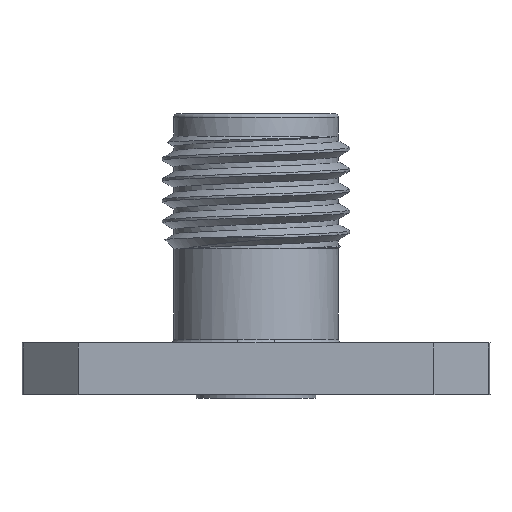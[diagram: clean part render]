
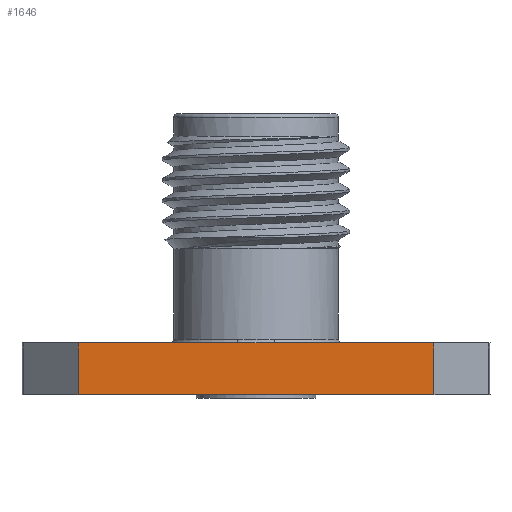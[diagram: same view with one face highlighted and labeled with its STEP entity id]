
A CAD part, left-side view. The second image highlights one B-rep face of the part: STEP entity #1646.
In plain terms, the highlighted planar face has unit normal (-1, 0, 0).
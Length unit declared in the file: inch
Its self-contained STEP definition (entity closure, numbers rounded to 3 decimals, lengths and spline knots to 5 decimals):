
#7 = ORIENTED_EDGE ( 'NONE', *, *, #1093, .T. ) ;
#10 = CARTESIAN_POINT ( 'NONE',  ( -0.112, -0.3125, 0.069 ) ) ;
#240 = DIRECTION ( 'NONE',  ( 0., 1., 0. ) ) ;
#250 = VERTEX_POINT ( 'NONE', #690 ) ;
#398 = ORIENTED_EDGE ( 'NONE', *, *, #464, .F. ) ;
#408 = ORIENTED_EDGE ( 'NONE', *, *, #1814, .T. ) ;
#464 = EDGE_CURVE ( 'NONE', #1774, #1314, #628, .T. ) ;
#465 = DIRECTION ( 'NONE',  ( 0., -1., 0. ) ) ;
#483 = CARTESIAN_POINT ( 'NONE',  ( -0.112, -0.3125, 0.069 ) ) ;
#492 = DIRECTION ( 'NONE',  ( 1., 0., 0. ) ) ;
#553 = ORIENTED_EDGE ( 'NONE', *, *, #3027, .F. ) ;
#613 = DIRECTION ( 'NONE',  ( 0., -1., 0. ) ) ;
#628 = LINE ( 'NONE', #2965, #1360 ) ;
#681 = DIRECTION ( 'NONE',  ( 0., 0., 1. ) ) ;
#683 = LINE ( 'NONE', #1092, #878 ) ;
#690 = CARTESIAN_POINT ( 'NONE',  ( -0.112, -0.2375, 0.069 ) ) ;
#704 = LINE ( 'NONE', #483, #1554 ) ;
#825 = VECTOR ( 'NONE', #1593, 39.37008 ) ;
#835 = VECTOR ( 'NONE', #681, 39.37008 ) ;
#878 = VECTOR ( 'NONE', #1607, 39.37008 ) ;
#1081 = CARTESIAN_POINT ( 'NONE',  ( -0.112, -0.3125, 0. ) ) ;
#1092 = CARTESIAN_POINT ( 'NONE',  ( -0.112, 0.2375, 0.069 ) ) ;
#1093 = EDGE_CURVE ( 'NONE', #1213, #2234, #2480, .T. ) ;
#1161 = CARTESIAN_POINT ( 'NONE',  ( -0.112, 0.2375, 0.069 ) ) ;
#1213 = VERTEX_POINT ( 'NONE', #1584 ) ;
#1314 = VERTEX_POINT ( 'NONE', #2465 ) ;
#1337 = CARTESIAN_POINT ( 'NONE',  ( -0.112, -0.3125, 0.069 ) ) ;
#1360 = VECTOR ( 'NONE', #613, 39.37008 ) ;
#1554 = VECTOR ( 'NONE', #465, 39.37008 ) ;
#1584 = CARTESIAN_POINT ( 'NONE',  ( -0.112, 0.2375, 0. ) ) ;
#1593 = DIRECTION ( 'NONE',  ( 0., -1., 0. ) ) ;
#1607 = DIRECTION ( 'NONE',  ( 0., 0., -1. ) ) ;
#1646 = ADVANCED_FACE ( 'NONE', ( #1835 ), #2546, .F. ) ;
#1669 = CARTESIAN_POINT ( 'NONE',  ( -0.112, -0.2375, 0.069 ) ) ;
#1774 = VERTEX_POINT ( 'NONE', #1161 ) ;
#1814 = EDGE_CURVE ( 'NONE', #2234, #250, #2345, .T. ) ;
#1835 = FACE_OUTER_BOUND ( 'NONE', #1842, .T. ) ;
#1842 = EDGE_LOOP ( 'NONE', ( #7, #408, #2775, #553, #398, #3051 ) ) ;
#2051 = VECTOR ( 'NONE', #2950, 39.37008 ) ;
#2234 = VERTEX_POINT ( 'NONE', #2940 ) ;
#2345 = LINE ( 'NONE', #1669, #835 ) ;
#2403 = CARTESIAN_POINT ( 'NONE',  ( -0.112, -0.0256, 0.069 ) ) ;
#2465 = CARTESIAN_POINT ( 'NONE',  ( -0.112, 0.0256, 0.069 ) ) ;
#2480 = LINE ( 'NONE', #1081, #2051 ) ;
#2499 = AXIS2_PLACEMENT_3D ( 'NONE', #10, #492, #240 ) ;
#2546 = PLANE ( 'NONE',  #2499 ) ;
#2617 = LINE ( 'NONE', #1337, #825 ) ;
#2688 = EDGE_CURVE ( 'NONE', #2842, #250, #704, .T. ) ;
#2775 = ORIENTED_EDGE ( 'NONE', *, *, #2688, .F. ) ;
#2842 = VERTEX_POINT ( 'NONE', #2403 ) ;
#2940 = CARTESIAN_POINT ( 'NONE',  ( -0.112, -0.2375, 0. ) ) ;
#2950 = DIRECTION ( 'NONE',  ( 0., -1., 0. ) ) ;
#2965 = CARTESIAN_POINT ( 'NONE',  ( -0.112, -0.3125, 0.069 ) ) ;
#3027 = EDGE_CURVE ( 'NONE', #1314, #2842, #2617, .T. ) ;
#3050 = EDGE_CURVE ( 'NONE', #1774, #1213, #683, .T. ) ;
#3051 = ORIENTED_EDGE ( 'NONE', *, *, #3050, .T. ) ;
